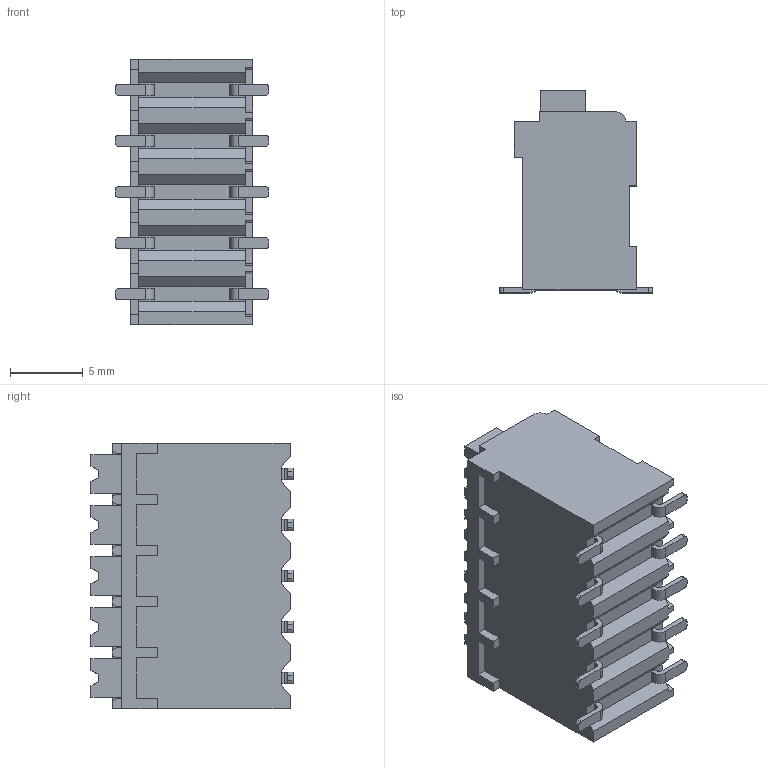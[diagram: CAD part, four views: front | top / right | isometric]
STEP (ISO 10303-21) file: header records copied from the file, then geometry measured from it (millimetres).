
FILE_DESCRIPTION((''),'2;1');
FILE_NAME('TLM-004VS-3_50-XXP-X','2024-09-30T',('sj'),(''),'PRO/ENGINEER BY PARAMETRIC TECHNOLOGY CORPORATION, 2015240','PRO/ENGINEER BY PARAMETRIC TECHNOLOGY CORPORATION, 2015240','');
FILE_SCHEMA(('CONFIG_CONTROL_DESIGN','SHAPE_APPEARANCE_LAYERS_GROUPS'));
Length unit declared in the file: millimetre
Products named in the file (1): TLM-004VS-3_50-XXP-X
Bounding box: 10.5 x 13.85 x 18.2 mm (x, y, z)
Volume: 1561.1 mm3; surface area: 1433.4 mm2
Topology: 1 solids, 1 shells, 396 faces, 1137 edges, 758 vertices
Faces by surface type: plane 330, cylinder 66
Entity records: 12983 total; most frequent: CARTESIAN_POINT 2451, ORIENTED_EDGE 2274, DIRECTION 2051, EDGE_CURVE 1137, VECTOR 955, LINE 955, VERTEX_POINT 758, AXIS2_PLACEMENT_3D 548
